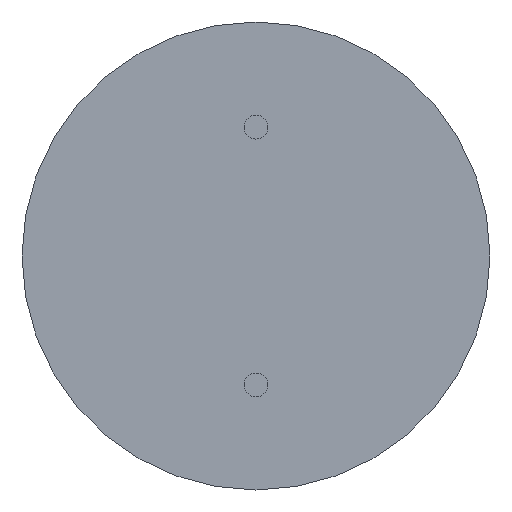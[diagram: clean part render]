
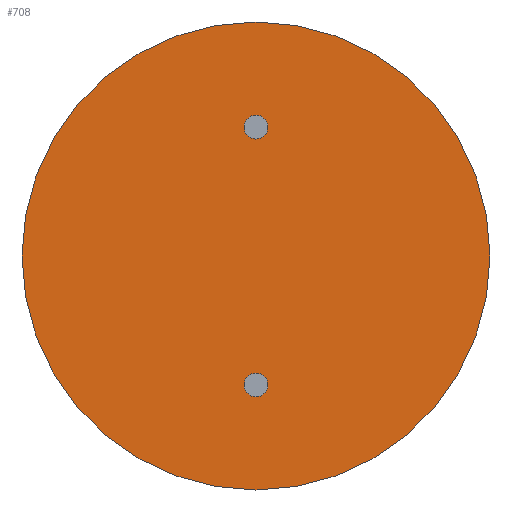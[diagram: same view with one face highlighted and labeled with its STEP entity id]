
A CAD part, front view. The second image highlights one B-rep face of the part: STEP entity #708.
In plain terms, the highlighted planar face has unit normal (0, -1, 0).
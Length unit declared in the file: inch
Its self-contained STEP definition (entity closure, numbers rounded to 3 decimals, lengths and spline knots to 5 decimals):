
#2 = ORIENTED_EDGE ( 'NONE', *, *, #798, .F. ) ;
#21 = DIRECTION ( 'NONE',  ( 0., -1., 0. ) ) ;
#24 = VERTEX_POINT ( 'NONE', #539 ) ;
#58 = CIRCLE ( 'NONE', #724, 0.01378 ) ;
#77 = VERTEX_POINT ( 'NONE', #711 ) ;
#94 = CIRCLE ( 'NONE', #1057, 0.01378 ) ;
#117 = FACE_BOUND ( 'NONE', #148, .T. ) ;
#123 = CIRCLE ( 'NONE', #179, 0.27165 ) ;
#138 = EDGE_CURVE ( 'NONE', #1023, #648, #123, .T. ) ;
#148 = EDGE_LOOP ( 'NONE', ( #1019, #2 ) ) ;
#151 = CARTESIAN_POINT ( 'NONE',  ( 0., -0.29528, 0.14961 ) ) ;
#165 = DIRECTION ( 'NONE',  ( 1., 0., 0. ) ) ;
#170 = DIRECTION ( 'NONE',  ( 1., 0., 0. ) ) ;
#173 = DIRECTION ( 'NONE',  ( 0., -1., 0. ) ) ;
#178 = DIRECTION ( 'NONE',  ( 0., 0., -1. ) ) ;
#179 = AXIS2_PLACEMENT_3D ( 'NONE', #982, #427, #165 ) ;
#202 = VERTEX_POINT ( 'NONE', #655 ) ;
#203 = EDGE_CURVE ( 'NONE', #648, #1023, #744, .T. ) ;
#211 = AXIS2_PLACEMENT_3D ( 'NONE', #384, #633, #392 ) ;
#236 = CARTESIAN_POINT ( 'NONE',  ( 0.27165, -0.29528, 0. ) ) ;
#263 = CARTESIAN_POINT ( 'NONE',  ( 0., -0.29528, 0.14961 ) ) ;
#267 = ORIENTED_EDGE ( 'NONE', *, *, #138, .T. ) ;
#384 = CARTESIAN_POINT ( 'NONE',  ( 0., -0.29528, 0. ) ) ;
#392 = DIRECTION ( 'NONE',  ( 1., 0., 0. ) ) ;
#399 = AXIS2_PLACEMENT_3D ( 'NONE', #421, #1004, #170 ) ;
#421 = CARTESIAN_POINT ( 'NONE',  ( 0., -0.29528, 0. ) ) ;
#427 = DIRECTION ( 'NONE',  ( 0., -1., 0. ) ) ;
#450 = EDGE_CURVE ( 'NONE', #77, #24, #94, .T. ) ;
#451 = FACE_OUTER_BOUND ( 'NONE', #627, .T. ) ;
#479 = EDGE_CURVE ( 'NONE', #202, #1017, #567, .T. ) ;
#539 = CARTESIAN_POINT ( 'NONE',  ( 0., -0.29528, 0.16339 ) ) ;
#567 = CIRCLE ( 'NONE', #965, 0.01378 ) ;
#568 = AXIS2_PLACEMENT_3D ( 'NONE', #651, #972, #178 ) ;
#585 = CARTESIAN_POINT ( 'NONE',  ( 0., -0.29528, -0.14961 ) ) ;
#593 = ORIENTED_EDGE ( 'NONE', *, *, #986, .F. ) ;
#627 = EDGE_LOOP ( 'NONE', ( #857, #267 ) ) ;
#633 = DIRECTION ( 'NONE',  ( 0., -1., 0. ) ) ;
#640 = DIRECTION ( 'NONE',  ( 0., 0., -1. ) ) ;
#648 = VERTEX_POINT ( 'NONE', #1030 ) ;
#651 = CARTESIAN_POINT ( 'NONE',  ( 0., -0.29528, -0.14961 ) ) ;
#655 = CARTESIAN_POINT ( 'NONE',  ( 0., -0.29528, -0.13583 ) ) ;
#674 = DIRECTION ( 'NONE',  ( 0., 0., -1. ) ) ;
#682 = PLANE ( 'NONE',  #211 ) ;
#708 = ADVANCED_FACE ( 'NONE', ( #117, #760, #451 ), #682, .T. ) ;
#711 = CARTESIAN_POINT ( 'NONE',  ( 0., -0.29528, 0.13583 ) ) ;
#722 = CIRCLE ( 'NONE', #568, 0.01378 ) ;
#724 = AXIS2_PLACEMENT_3D ( 'NONE', #151, #173, #640 ) ;
#744 = CIRCLE ( 'NONE', #399, 0.27165 ) ;
#760 = FACE_BOUND ( 'NONE', #927, .T. ) ;
#798 = EDGE_CURVE ( 'NONE', #1017, #202, #722, .T. ) ;
#840 = DIRECTION ( 'NONE',  ( 0., 0., -1. ) ) ;
#857 = ORIENTED_EDGE ( 'NONE', *, *, #203, .T. ) ;
#927 = EDGE_LOOP ( 'NONE', ( #593, #1018 ) ) ;
#965 = AXIS2_PLACEMENT_3D ( 'NONE', #585, #980, #840 ) ;
#972 = DIRECTION ( 'NONE',  ( 0., -1., 0. ) ) ;
#980 = DIRECTION ( 'NONE',  ( 0., -1., 0. ) ) ;
#982 = CARTESIAN_POINT ( 'NONE',  ( 0., -0.29528, 0. ) ) ;
#986 = EDGE_CURVE ( 'NONE', #24, #77, #58, .T. ) ;
#1004 = DIRECTION ( 'NONE',  ( 0., -1., 0. ) ) ;
#1017 = VERTEX_POINT ( 'NONE', #1072 ) ;
#1018 = ORIENTED_EDGE ( 'NONE', *, *, #450, .F. ) ;
#1019 = ORIENTED_EDGE ( 'NONE', *, *, #479, .F. ) ;
#1023 = VERTEX_POINT ( 'NONE', #236 ) ;
#1030 = CARTESIAN_POINT ( 'NONE',  ( -0.27165, -0.29528, 0. ) ) ;
#1057 = AXIS2_PLACEMENT_3D ( 'NONE', #263, #21, #674 ) ;
#1072 = CARTESIAN_POINT ( 'NONE',  ( 0., -0.29528, -0.16339 ) ) ;
